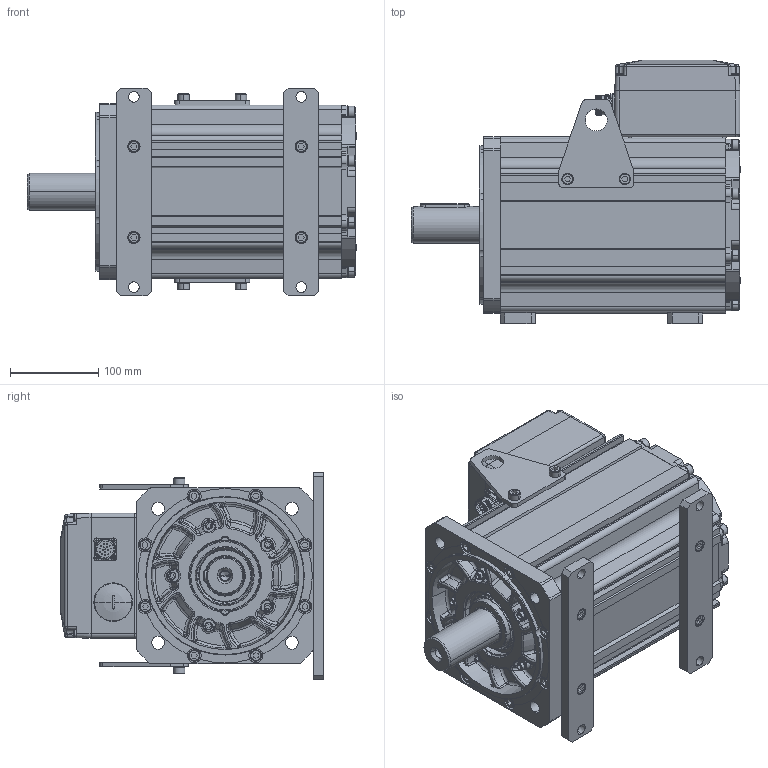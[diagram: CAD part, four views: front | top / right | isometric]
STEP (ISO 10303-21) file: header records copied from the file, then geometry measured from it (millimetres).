
FILE_DESCRIPTION((''),'2;1');
FILE_NAME('67879N-0_SW0002','2016-06-04T',('yanyerong'),(''),'PRO/ENGINEER BY PARAMETRIC TECHNOLOGY CORPORATION, 2010430','PRO/ENGINEER BY PARAMETRIC TECHNOLOGY CORPORATION, 2010430','');
FILE_SCHEMA(('CONFIG_CONTROL_DESIGN'));
Products named in the file (1): 67879N-0_SW0002
Bounding box: 374 x 299 x 236 mm (x, y, z)
Surface area: 640343.7 mm2 (no closed solid volume)
Topology: 0 solids, 93 shells, 1678 faces, 4723 edges, 3155 vertices
Faces by surface type: plane 720, cylinder 404, bspline 186, torus 160, cone 148, sphere 60
Entity records: 78029 total; most frequent: CARTESIAN_POINT 35488, DIRECTION 8912, ORIENTED_EDGE 8385, EDGE_CURVE 4721, AXIS2_PLACEMENT_3D 3335, VERTEX_POINT 3155, VECTOR 2242, LINE 2242
